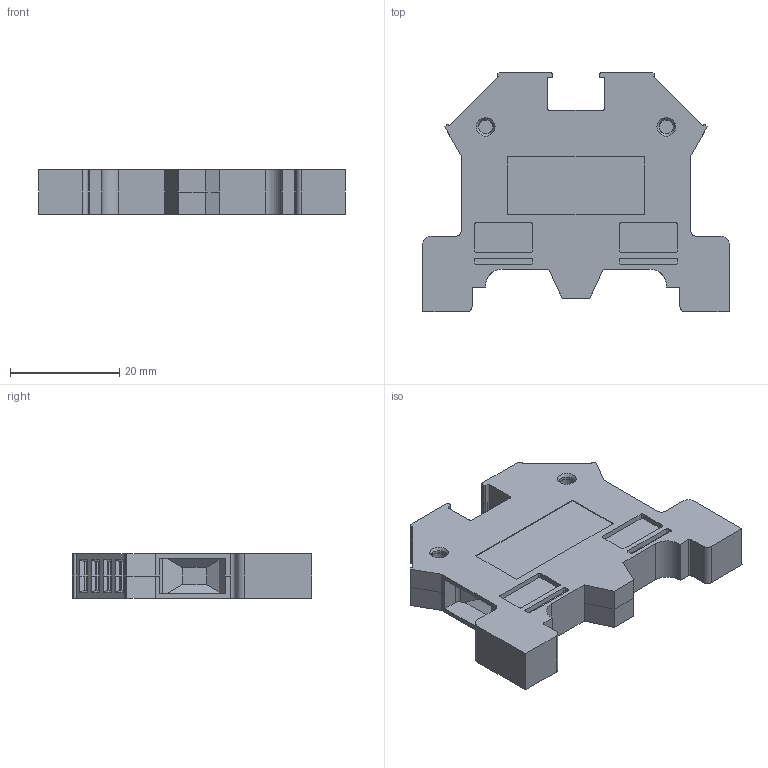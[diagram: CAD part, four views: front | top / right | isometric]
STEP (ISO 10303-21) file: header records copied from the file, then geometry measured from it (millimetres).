
FILE_DESCRIPTION(/* description */ (''),/* implementation_level */ '2;1');
FILE_NAME(/* name */ '1212_SL_4_35.stp',/* time_stamp */ '2022-01-29T11:37:52+01:00',/* author */ (''),/* organization */ (''),/* preprocessor_version */ 'ST-DEVELOPER v16.7',/* originating_system */ 'SIEMENS PLM Software NX 12.0',/* authorisation */ '');
FILE_SCHEMA (('AUTOMOTIVE_DESIGN { 1 0 10303 214 3 1 1 1 }'));
Length unit declared in the file: millimetre
Products named in the file (1): 1212_SL_4_35
Bounding box: 56 x 43.8 x 8.1 mm (x, y, z)
Volume: 12228.2 mm3; surface area: 6312 mm2
Topology: 1 solids, 5 shells, 442 faces, 1126 edges, 721 vertices
Faces by surface type: plane 316, cylinder 114, cone 12
Full cylindrical faces by diameter (mm): 2.15 x2, 2.761 x4, 2.939 x2, 2.961 x4, 4.3 x2
Entity records: 13247 total; most frequent: CARTESIAN_POINT 2504, ORIENTED_EDGE 2244, DIRECTION 2169, EDGE_CURVE 1122, LINE 825, VECTOR 825, VERTEX_POINT 719, AXIS2_PLACEMENT_3D 672
